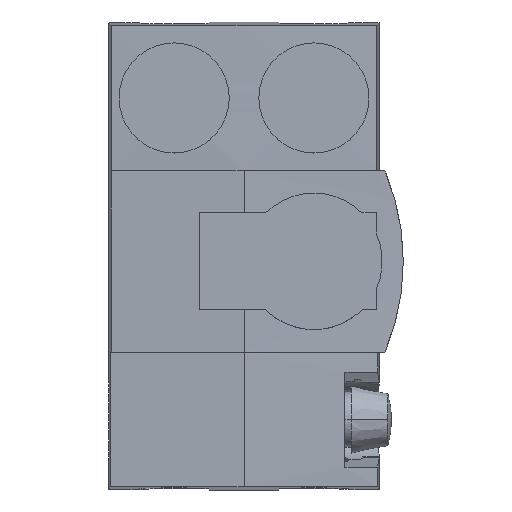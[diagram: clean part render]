
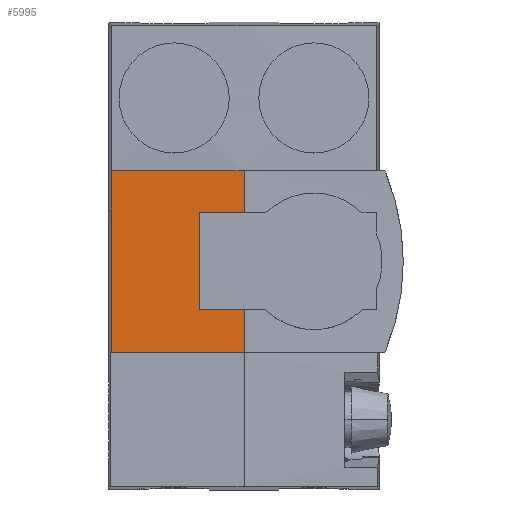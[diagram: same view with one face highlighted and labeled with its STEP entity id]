
A CAD part, top view. The second image highlights one B-rep face of the part: STEP entity #5995.
In plain terms, the highlighted cylindrical face has radius 2000 mm (diameter 4000 mm), a partial arc.
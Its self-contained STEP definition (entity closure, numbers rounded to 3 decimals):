
#130 = VERTEX_POINT ( 'NONE', #4113 ) ;
#152 = VERTEX_POINT ( 'NONE', #4160 ) ;
#324 = VECTOR ( 'NONE', #5404, 1000. ) ;
#828 = CYLINDRICAL_SURFACE ( 'NONE', #2791, 2000. ) ;
#1325 = CARTESIAN_POINT ( 'NONE',  ( -85.589, 58.333, 38.168 ) ) ;
#1819 = B_SPLINE_CURVE_WITH_KNOTS ( 'NONE', 3,
 ( #3320, #5818, #6333, #4024 ),
 .UNSPECIFIED., .F., .F.,
 ( 4, 4 ),
 ( 6.24, 6.24 ),
 .UNSPECIFIED. ) ;
#1875 = CARTESIAN_POINT ( 'NONE',  ( -28.541, 58.397, 40. ) ) ;
#1921 = CARTESIAN_POINT ( 'NONE',  ( -57.075, 58.375, 39.389 ) ) ;
#2006 = CARTESIAN_POINT ( 'NONE',  ( -85.63, -57., 38.166 ) ) ;
#2286 = CARTESIAN_POINT ( 'NONE',  ( 0., -57., 40. ) ) ;
#2299 = CARTESIAN_POINT ( 'NONE',  ( 0., 58.397, 40. ) ) ;
#2587 = EDGE_CURVE ( 'NONE', #5298, #130, #6703, .T. ) ;
#2624 = VERTEX_POINT ( 'NONE', #4895 ) ;
#2791 = AXIS2_PLACEMENT_3D ( 'NONE', #7583, #4576, #4615 ) ;
#2801 = EDGE_CURVE ( 'NONE', #130, #3347, #7733, .T. ) ;
#2928 = EDGE_CURVE ( 'NONE', #152, #3347, #7605, .T. ) ;
#3096 = CARTESIAN_POINT ( 'NONE',  ( -28.554, -58.397, 40. ) ) ;
#3261 = CARTESIAN_POINT ( 'NONE',  ( -85.63, -58.333, 38.166 ) ) ;
#3320 = CARTESIAN_POINT ( 'NONE',  ( -85.63, 58.333, 38.166 ) ) ;
#3347 = VERTEX_POINT ( 'NONE', #2299 ) ;
#3471 = ORIENTED_EDGE ( 'NONE', *, *, #2801, .T. ) ;
#4024 = CARTESIAN_POINT ( 'NONE',  ( -85.589, 58.333, 38.168 ) ) ;
#4113 = CARTESIAN_POINT ( 'NONE',  ( 0., -58.397, 40. ) ) ;
#4160 = CARTESIAN_POINT ( 'NONE',  ( -85.589, 58.333, 38.168 ) ) ;
#4325 = ORIENTED_EDGE ( 'NONE', *, *, #5300, .F. ) ;
#4541 = ORIENTED_EDGE ( 'NONE', *, *, #2928, .F. ) ;
#4576 = DIRECTION ( 'NONE',  ( 0., 1., 0. ) ) ;
#4615 = DIRECTION ( 'NONE',  ( 0., 0., 1. ) ) ;
#4895 = CARTESIAN_POINT ( 'NONE',  ( -85.63, 58.333, 38.166 ) ) ;
#5212 = FACE_OUTER_BOUND ( 'NONE', #7499, .T. ) ;
#5298 = VERTEX_POINT ( 'NONE', #3261 ) ;
#5300 = EDGE_CURVE ( 'NONE', #5298, #2624, #5827, .T. ) ;
#5404 = DIRECTION ( 'NONE',  ( 0., 1., 0. ) ) ;
#5531 = CARTESIAN_POINT ( 'NONE',  ( 0., -58.397, 40. ) ) ;
#5595 = EDGE_CURVE ( 'NONE', #2624, #152, #1819, .T. ) ;
#5617 = VECTOR ( 'NONE', #7016, 1000. ) ;
#5711 = ORIENTED_EDGE ( 'NONE', *, *, #5595, .F. ) ;
#5818 = CARTESIAN_POINT ( 'NONE',  ( -85.616, 58.333, 38.167 ) ) ;
#5827 = LINE ( 'NONE', #2006, #5617 ) ;
#5995 = ADVANCED_FACE ( 'NONE', ( #5212 ), #828, .T. ) ;
#6333 = CARTESIAN_POINT ( 'NONE',  ( -85.603, 58.333, 38.167 ) ) ;
#6703 =( BOUNDED_CURVE ( )  B_SPLINE_CURVE ( 3, ( #7310, #6752, #3096, #5531 ),
 .UNSPECIFIED., .F., .F. ) 
 B_SPLINE_CURVE_WITH_KNOTS ( ( 4, 4 ),
 ( 3.099, 3.142 ),
 .UNSPECIFIED. ) 
 CURVE ( )  GEOMETRIC_REPRESENTATION_ITEM ( )  RATIONAL_B_SPLINE_CURVE ( ( 1., 1., 1., 1. ) ) 
 REPRESENTATION_ITEM ( '' )  );
#6752 = CARTESIAN_POINT ( 'NONE',  ( -57.102, -58.375, 39.389 ) ) ;
#7016 = DIRECTION ( 'NONE',  ( 0., 1., 0. ) ) ;
#7303 = CARTESIAN_POINT ( 'NONE',  ( 0., 58.397, 40. ) ) ;
#7310 = CARTESIAN_POINT ( 'NONE',  ( -85.63, -58.333, 38.166 ) ) ;
#7499 = EDGE_LOOP ( 'NONE', ( #7751, #3471, #4541, #5711, #4325 ) ) ;
#7583 = CARTESIAN_POINT ( 'NONE',  ( 0., -57., -1960. ) ) ;
#7605 =( BOUNDED_CURVE ( )  B_SPLINE_CURVE ( 3, ( #1325, #1921, #1875, #7303 ),
 .UNSPECIFIED., .F., .F. ) 
 B_SPLINE_CURVE_WITH_KNOTS ( ( 4, 4 ),
 ( 6.24, 6.283 ),
 .UNSPECIFIED. ) 
 CURVE ( )  GEOMETRIC_REPRESENTATION_ITEM ( )  RATIONAL_B_SPLINE_CURVE ( ( 1., 1., 1., 1. ) ) 
 REPRESENTATION_ITEM ( '' )  );
#7733 = LINE ( 'NONE', #2286, #324 ) ;
#7751 = ORIENTED_EDGE ( 'NONE', *, *, #2587, .T. ) ;
